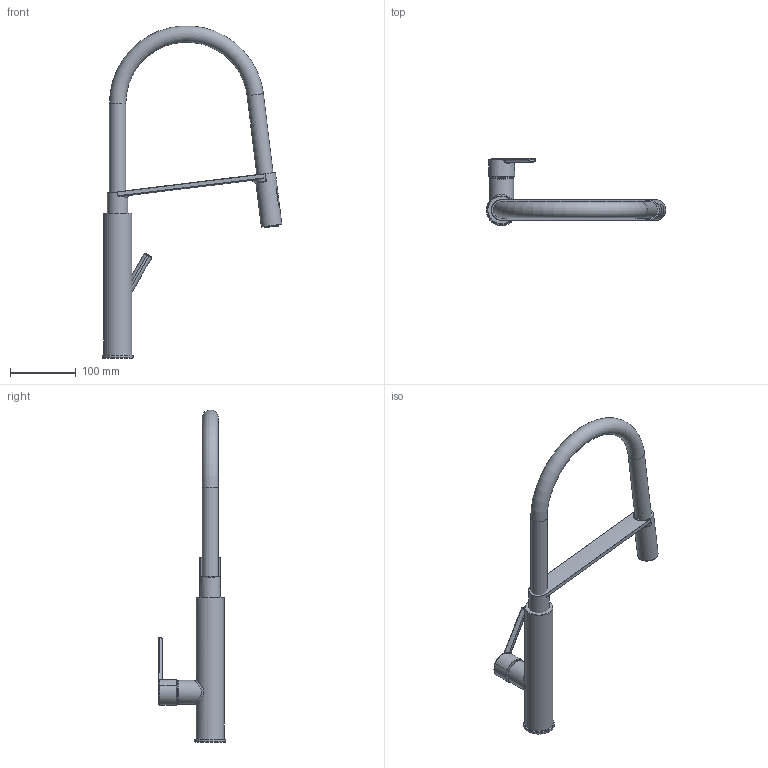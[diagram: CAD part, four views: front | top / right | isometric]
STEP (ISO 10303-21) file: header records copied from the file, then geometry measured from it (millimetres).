
FILE_DESCRIPTION(/* description */ ('Unknown'),/* implementation_level */ '2;1');
FILE_NAME(/* name */ '31489000',/* time_stamp */ '2022-09-09T06:01:13+02:00',/* author */ ('Unknown'),/* organization */ ('GROHE AG'),/* preprocessor_version */ 'ST-DEVELOPER v16.7',/* originating_system */ 'DEX',/* authorisation */ $);
FILE_SCHEMA (('AUTOMOTIVE_DESIGN {1 0 10303 214 3 1 1}'));
Length unit declared in the file: millimetre
Products named in the file (10): 31489000; Document; Document_0; G0181780B58Dn3rl; 55502-00-15; 55502-00-14; 55502-00-02; Document_1; 31489000_0
Assembly tree (9 placements, depth 2):
  31489000
    Document
    31489000
    Document_0
    G0181780B58Dn3rl
    55502-00-15
    55502-00-14
    55502-00-02
    Document_1
    31489000_0
Bounding box: 274.01 x 102.75 x 506.74 mm (x, y, z)
Volume: 843332 mm3; surface area: 147020.4 mm2
Topology: 9 solids, 10 shells, 1039 faces, 2660 edges, 1650 vertices
Faces by surface type: bspline 352, plane 288, cylinder 257, torus 52, cone 47, sphere 43
Full cylindrical faces by diameter (mm): 2.35 x20, 14.2 x1, 15 x1, 15.1 x1, 16 x2, 16.5 x2, 20.802 x1, 21 x5, 22 x1, 22.4 x1, 23.795 x1, 25 x2, 29.4 x1, 31.4 x2, 36.6 x1, 43 x1, 47 x1
Entity records: 91327 total; most frequent: CARTESIAN_POINT 64811, ORIENTED_EDGE 5048, DIRECTION 3315, EDGE_CURVE 2524, VERTEX_POINT 1615, AXIS2_PLACEMENT_3D 1336, B_SPLINE_CURVE_WITH_KNOTS 1236, EDGE_LOOP 1181
